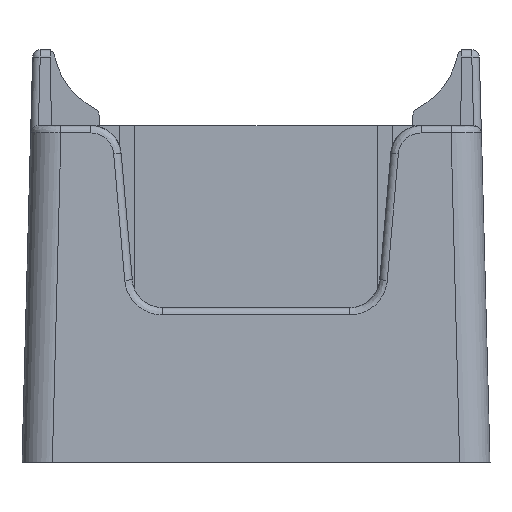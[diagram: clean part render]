
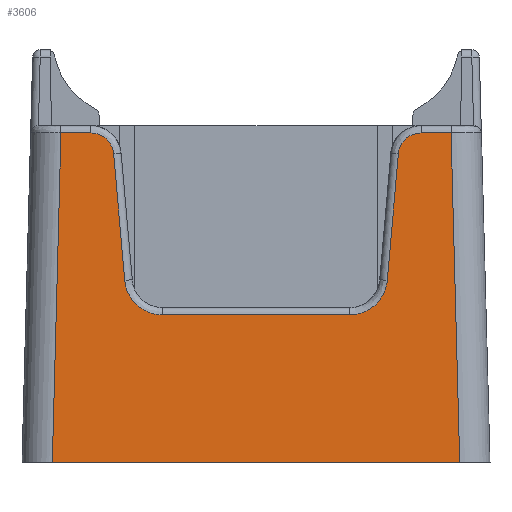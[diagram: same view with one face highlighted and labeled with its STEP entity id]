
A CAD part, left-side view. The second image highlights one B-rep face of the part: STEP entity #3606.
In plain terms, the highlighted planar face has unit normal (-1, 0, 0.026).
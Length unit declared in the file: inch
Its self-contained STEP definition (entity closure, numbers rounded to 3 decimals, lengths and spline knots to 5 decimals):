
#86=PLANE('',#3920);
#266=LINE('',#6446,#597);
#269=LINE('',#6513,#600);
#270=LINE('',#6519,#601);
#271=LINE('',#6520,#602);
#272=LINE('',#6522,#603);
#273=LINE('',#6526,#604);
#274=LINE('',#6542,#605);
#275=LINE('',#6557,#606);
#597=VECTOR('',#4551,0.85543);
#600=VECTOR('',#4558,0.85543);
#601=VECTOR('',#4565,0.07799);
#602=VECTOR('',#4566,1.05764);
#603=VECTOR('',#4567,0.07799);
#604=VECTOR('',#4570,0.33005);
#605=VECTOR('',#4571,0.48562);
#606=VECTOR('',#4572,0.33005);
#964=FACE_OUTER_BOUND('',#1168,.T.);
#1168=EDGE_LOOP('',(#2766,#2767,#2768,#2769,#2770,#2771,#2772,#2773,#2774,
#2775,#2776,#2777));
#1333=ELLIPSE('',#3921,0.05904,0.05901);
#1334=ELLIPSE('',#3922,0.05904,0.059);
#1509=B_SPLINE_CURVE_WITH_KNOTS('',3,(#6528,#6529,#6530,#6531,#6532,#6533,
#6534,#6535,#6536,#6537,#6538,#6539,#6540),.UNSPECIFIED.,.F.,.F.,(4,3,3,
3,4),(0.,0.25,0.5,0.75,1.),.UNSPECIFIED.);
#1510=B_SPLINE_CURVE_WITH_KNOTS('',3,(#6544,#6545,#6546,#6547,#6548,#6549,
#6550,#6551,#6552,#6553,#6554,#6555,#6556),.UNSPECIFIED.,.F.,.F.,(4,3,3,
3,4),(0.,0.25,0.5,0.75,1.),.UNSPECIFIED.);
#1688=VERTEX_POINT('',#6444);
#1689=VERTEX_POINT('',#6445);
#1694=VERTEX_POINT('',#6483);
#1695=VERTEX_POINT('',#6512);
#1696=VERTEX_POINT('',#6516);
#1697=VERTEX_POINT('',#6517);
#1698=VERTEX_POINT('',#6521);
#1699=VERTEX_POINT('',#6523);
#1700=VERTEX_POINT('',#6525);
#1701=VERTEX_POINT('',#6527);
#1702=VERTEX_POINT('',#6541);
#1703=VERTEX_POINT('',#6543);
#2101=EDGE_CURVE('',#1688,#1689,#266,.T.);
#2107=EDGE_CURVE('',#1695,#1694,#269,.T.);
#2109=EDGE_CURVE('',#1696,#1697,#1333,.T.);
#2110=EDGE_CURVE('',#1688,#1696,#270,.T.);
#2111=EDGE_CURVE('',#1689,#1695,#271,.T.);
#2112=EDGE_CURVE('',#1698,#1694,#272,.T.);
#2113=EDGE_CURVE('',#1699,#1698,#1334,.T.);
#2114=EDGE_CURVE('',#1700,#1699,#273,.T.);
#2115=EDGE_CURVE('',#1701,#1700,#1509,.T.);
#2116=EDGE_CURVE('',#1702,#1701,#274,.T.);
#2117=EDGE_CURVE('',#1703,#1702,#1510,.T.);
#2118=EDGE_CURVE('',#1697,#1703,#275,.T.);
#2766=ORIENTED_EDGE('',*,*,#2109,.F.);
#2767=ORIENTED_EDGE('',*,*,#2110,.F.);
#2768=ORIENTED_EDGE('',*,*,#2101,.T.);
#2769=ORIENTED_EDGE('',*,*,#2111,.T.);
#2770=ORIENTED_EDGE('',*,*,#2107,.T.);
#2771=ORIENTED_EDGE('',*,*,#2112,.F.);
#2772=ORIENTED_EDGE('',*,*,#2113,.F.);
#2773=ORIENTED_EDGE('',*,*,#2114,.F.);
#2774=ORIENTED_EDGE('',*,*,#2115,.F.);
#2775=ORIENTED_EDGE('',*,*,#2116,.F.);
#2776=ORIENTED_EDGE('',*,*,#2117,.F.);
#2777=ORIENTED_EDGE('',*,*,#2118,.F.);
#3606=ADVANCED_FACE('',(#964),#86,.T.);
#3920=AXIS2_PLACEMENT_3D('',#6515,#4561,#4562);
#3921=AXIS2_PLACEMENT_3D('',#6518,#4563,#4564);
#3922=AXIS2_PLACEMENT_3D('',#6524,#4568,#4569);
#4551=DIRECTION('',(-0.026,0.026,-0.999));
#4558=DIRECTION('',(0.026,0.026,0.999));
#4561=DIRECTION('center_axis',(-1.,0.,0.026));
#4562=DIRECTION('ref_axis',(0.026,0.,1.));
#4563=DIRECTION('center_axis',(1.,0.,-0.026));
#4564=DIRECTION('ref_axis',(0.022,0.52,0.854));
#4565=DIRECTION('',(0.,-1.,0.));
#4566=DIRECTION('',(0.,-1.,0.));
#4567=DIRECTION('',(0.,-1.,0.));
#4568=DIRECTION('center_axis',(1.,0.,
-0.026));
#4569=DIRECTION('ref_axis',(0.022,-0.536,0.844));
#4570=DIRECTION('',(0.026,-0.087,0.996));
#4571=DIRECTION('',(0.,-1.,0.));
#4572=DIRECTION('',(-0.026,-0.087,-0.996));
#6444=CARTESIAN_POINT('',(-1.14223,0.50643,0.85485));
#6445=CARTESIAN_POINT('',(-1.16462,0.52882,0.));
#6446=CARTESIAN_POINT('',(-1.14223,0.50643,0.85485));
#6483=CARTESIAN_POINT('',(-1.14223,-0.50643,0.85485));
#6512=CARTESIAN_POINT('',(-1.16462,-0.52882,0.));
#6513=CARTESIAN_POINT('',(-1.16462,-0.52882,0.));
#6515=CARTESIAN_POINT('Origin',(-1.14173,0.65788,0.87402));
#6516=CARTESIAN_POINT('',(-1.14223,0.42845,0.85485));
#6517=CARTESIAN_POINT('',(-1.14365,0.36962,0.80094));
#6518=CARTESIAN_POINT('Origin',(-1.14378,0.42841,0.79583));
#6519=CARTESIAN_POINT('',(-1.14223,0.50643,0.85485));
#6520=CARTESIAN_POINT('',(-1.16462,0.52882,0.));
#6521=CARTESIAN_POINT('',(-1.14223,-0.42845,0.85485));
#6522=CARTESIAN_POINT('',(-1.14223,-0.42845,0.85485));
#6523=CARTESIAN_POINT('',(-1.14365,-0.36962,0.80094));
#6524=CARTESIAN_POINT('Origin',(-1.14378,-0.4284,0.79584));
#6525=CARTESIAN_POINT('',(-1.15225,-0.34086,0.47225));
#6526=CARTESIAN_POINT('',(-1.15225,-0.34086,0.47225));
#6527=CARTESIAN_POINT('',(-1.15461,-0.24281,0.38241));
#6528=CARTESIAN_POINT('Ctrl Pts',(-1.15461,-0.24281,
0.38241));
#6529=CARTESIAN_POINT('Ctrl Pts',(-1.15461,-0.25216,0.38241));
#6530=CARTESIAN_POINT('Ctrl Pts',(-1.15457,-0.26226,
0.38374));
#6531=CARTESIAN_POINT('Ctrl Pts',(-1.15449,-0.27252,
0.38699));
#6532=CARTESIAN_POINT('Ctrl Pts',(-1.1544,-0.28278,
0.39024));
#6533=CARTESIAN_POINT('Ctrl Pts',(-1.15427,-0.29322,
0.39541));
#6534=CARTESIAN_POINT('Ctrl Pts',(-1.15407,-0.30286,
0.40283));
#6535=CARTESIAN_POINT('Ctrl Pts',(-1.15388,-0.3125,
0.41025));
#6536=CARTESIAN_POINT('Ctrl Pts',(-1.15362,-0.32134,
0.41995));
#6537=CARTESIAN_POINT('Ctrl Pts',(-1.15331,-0.32811,
0.43171));
#6538=CARTESIAN_POINT('Ctrl Pts',(-1.15301,-0.33488,
0.44348));
#6539=CARTESIAN_POINT('Ctrl Pts',(-1.15264,-0.33955,
0.45733));
#6540=CARTESIAN_POINT('Ctrl Pts',(-1.15225,-0.34086,
0.47225));
#6541=CARTESIAN_POINT('',(-1.15461,0.24281,0.38241));
#6542=CARTESIAN_POINT('',(-1.15461,0.24281,0.38241));
#6543=CARTESIAN_POINT('',(-1.15225,0.34086,0.47225));
#6544=CARTESIAN_POINT('Ctrl Pts',(-1.15225,0.34086,0.47225));
#6545=CARTESIAN_POINT('Ctrl Pts',(-1.15264,0.33955,0.45733));
#6546=CARTESIAN_POINT('Ctrl Pts',(-1.15301,0.33488,0.44348));
#6547=CARTESIAN_POINT('Ctrl Pts',(-1.15331,0.32811,0.43171));
#6548=CARTESIAN_POINT('Ctrl Pts',(-1.15362,0.32134,0.41995));
#6549=CARTESIAN_POINT('Ctrl Pts',(-1.15388,0.3125,0.41025));
#6550=CARTESIAN_POINT('Ctrl Pts',(-1.15407,0.30286,0.40283));
#6551=CARTESIAN_POINT('Ctrl Pts',(-1.15427,0.29322,0.39541));
#6552=CARTESIAN_POINT('Ctrl Pts',(-1.1544,0.28278,0.39024));
#6553=CARTESIAN_POINT('Ctrl Pts',(-1.15449,0.27252,0.38699));
#6554=CARTESIAN_POINT('Ctrl Pts',(-1.15457,0.26226,0.38374));
#6555=CARTESIAN_POINT('Ctrl Pts',(-1.15461,0.25216,0.38241));
#6556=CARTESIAN_POINT('Ctrl Pts',(-1.15461,0.24281,0.38241));
#6557=CARTESIAN_POINT('',(-1.14365,0.36962,0.80094));
